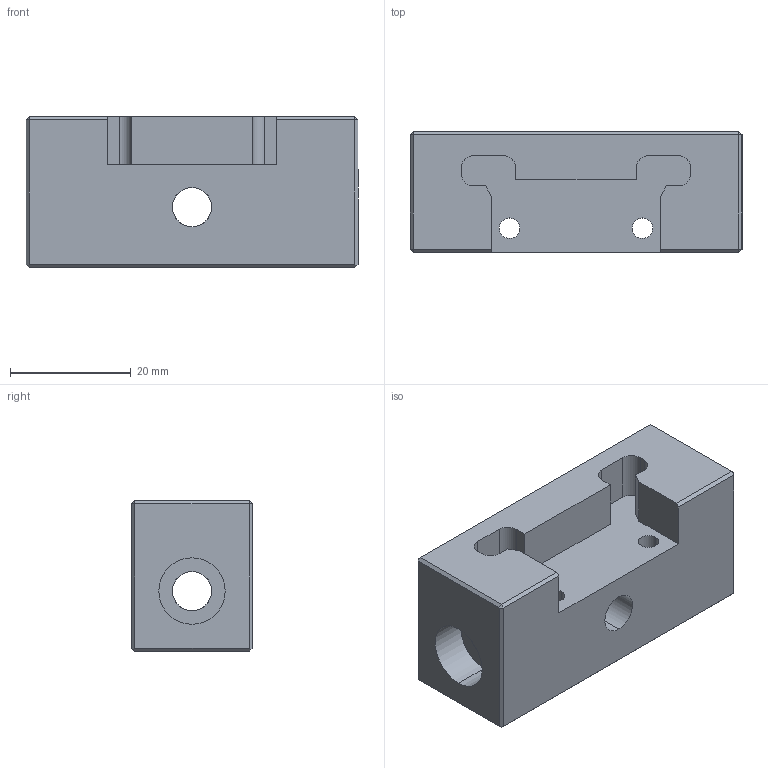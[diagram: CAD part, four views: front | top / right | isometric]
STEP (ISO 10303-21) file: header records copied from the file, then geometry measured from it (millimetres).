
FILE_DESCRIPTION (( 'STEP AP214' ), '1' );
FILE_NAME ('11_09_00_005_GSI_Endstück_161000663.STEP', '2013-02-18T13:33:34', ( ' ' ), ( ' ' ), 'SwSTEP 2.0', 'SolidWorks 2008', '' );
FILE_SCHEMA (( 'AUTOMOTIVE_DESIGN' ));
Length unit declared in the file: millimetre
Products named in the file (1): 11_09_00_005_GSI_Endstück_161000663
Bounding box: 55 x 20 x 25 mm (x, y, z)
Volume: 20294.7 mm3; surface area: 8127.4 mm2
Topology: 1 solids, 1 shells, 70 faces, 173 edges, 108 vertices
Faces by surface type: plane 42, cylinder 28
Entity records: 2092 total; most frequent: CARTESIAN_POINT 364, DIRECTION 359, ORIENTED_EDGE 346, EDGE_CURVE 173, VECTOR 121, LINE 121, AXIS2_PLACEMENT_3D 119, VERTEX_POINT 108
